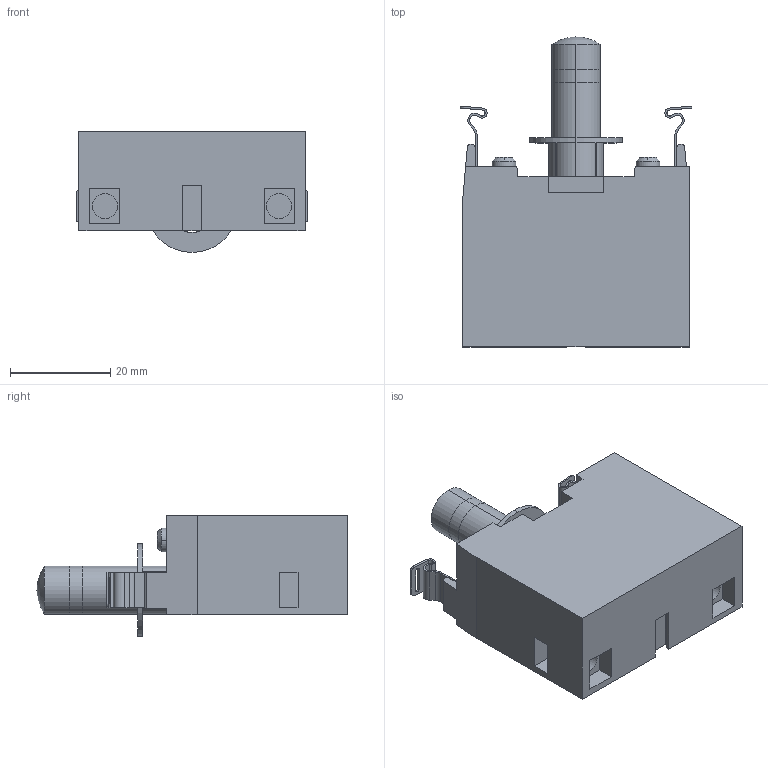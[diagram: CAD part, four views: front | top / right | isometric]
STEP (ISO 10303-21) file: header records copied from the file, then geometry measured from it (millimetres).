
FILE_DESCRIPTION (( 'STEP AP214' ), '1' );
FILE_NAME ('ELDENWS230.step', '2016-03-21T12:40:44', ( '' ), ( '' ), 'SwSTEP 2.0', 'SolidWorks 2015', '' );
FILE_SCHEMA (( 'AUTOMOTIVE_DESIGN' ));
Length unit declared in the file: millimetre
Products named in the file (1): ELDENWS230
Bounding box: 46.28 x 62 x 24.15 mm (x, y, z)
Volume: 32422.3 mm3; surface area: 10181.7 mm2
Topology: 7 solids, 7 shells, 165 faces, 429 edges, 286 vertices
Faces by surface type: plane 102, cylinder 54, cone 8, sphere 1
Entity records: 5442 total; most frequent: DIRECTION 886, CARTESIAN_POINT 876, ORIENTED_EDGE 852, EDGE_CURVE 426, LINE 298, VECTOR 298, AXIS2_PLACEMENT_3D 294, VERTEX_POINT 284
